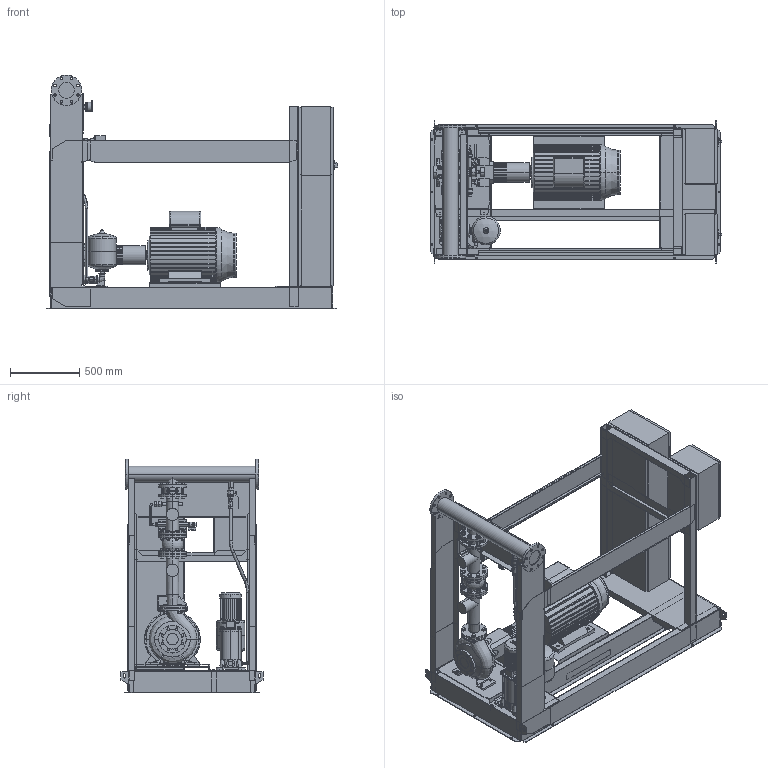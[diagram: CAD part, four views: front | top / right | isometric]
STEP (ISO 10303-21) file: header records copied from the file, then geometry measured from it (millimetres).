
FILE_DESCRIPTION((''),'2;1');
FILE_NAME('3d_Sifire-EN-65_200-214-30_1.1EJ-4183752.stp','2015-05-26T07:13:39',(''),(''),'Mechanical Desktop 2009','Mechanical Desktop 2009',', , ');
FILE_SCHEMA(('CONFIG_CONTROL_DESIGN'));
Length unit declared in the file: millimetre
Products named in the file (1): Product
Bounding box: 2105.5 x 1026 x 1690 mm (x, y, z)
Volume: 336387027 mm3; surface area: 24714371.4 mm2
Topology: 173 solids, 173 shells, 4143 faces, 10075 edges, 6372 vertices
Faces by surface type: plane 1566, bspline 1166, cylinder 853, cone 430, torus 98, sphere 30
Entity records: 132656 total; most frequent: CARTESIAN_POINT 40743, ORIENTED_EDGE 20098, DIRECTION 17581, EDGE_CURVE 10049, VERTEX_POINT 6371, AXIS2_PLACEMENT_3D 6099, VECTOR 5383, LINE 5383
